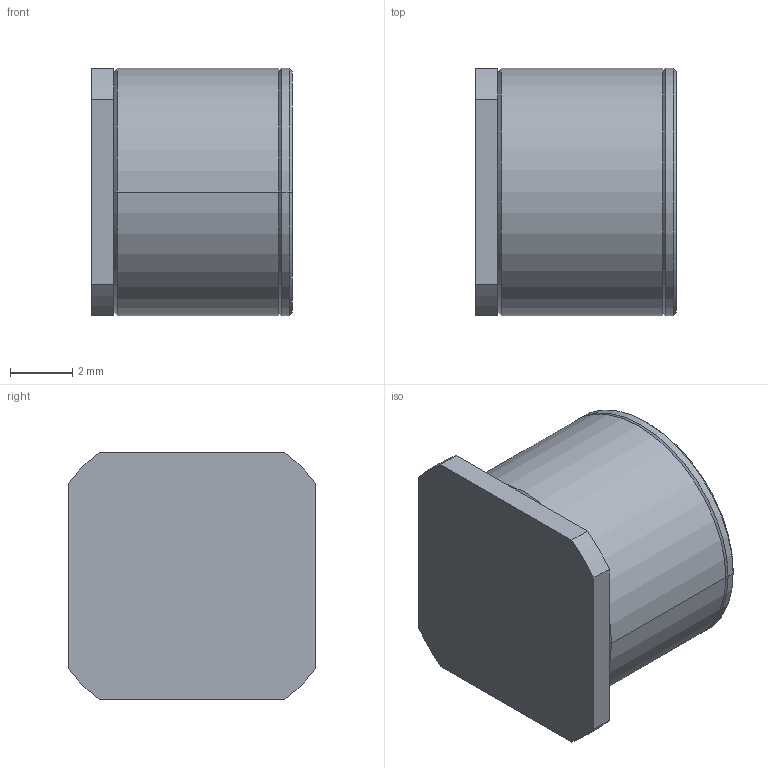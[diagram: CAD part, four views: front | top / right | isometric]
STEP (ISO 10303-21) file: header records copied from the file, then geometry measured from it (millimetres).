
FILE_DESCRIPTION((''),'2;1');
FILE_NAME('SAR_BOURNS_2027-xx-SM.stp','2012-11-07T13:25:30',(''),(''),'Mechanical Desktop 2011','Mechanical Desktop 2011',', , ');
FILE_SCHEMA(('AUTOMOTIVE_DESIGN { 1 2 10303 214 1 1 1 1 }'));
Length unit declared in the file: millimetre
Products named in the file (1): Product
Bounding box: 6.42 x 7.93 x 7.93 mm (x, y, z)
Volume: 319.5 mm3; surface area: 623.6 mm2
Topology: 4 solids, 4 shells, 34 faces, 70 edges, 44 vertices
Faces by surface type: cylinder 14, plane 12, cone 8
Entity records: 963 total; most frequent: DIRECTION 176, CARTESIAN_POINT 149, ORIENTED_EDGE 140, AXIS2_PLACEMENT_3D 71, EDGE_CURVE 70, VERTEX_POINT 44, EDGE_LOOP 38, CIRCLE 36
